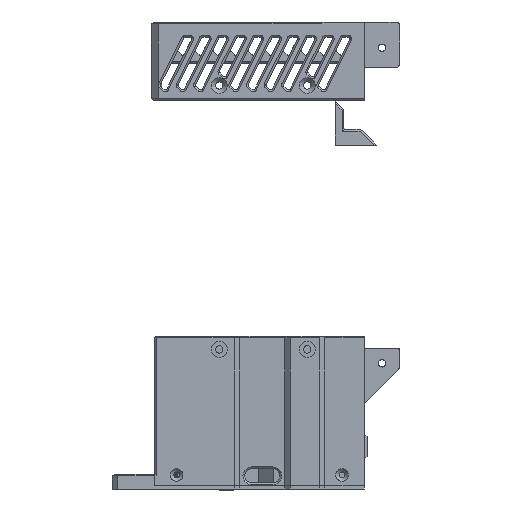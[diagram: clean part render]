
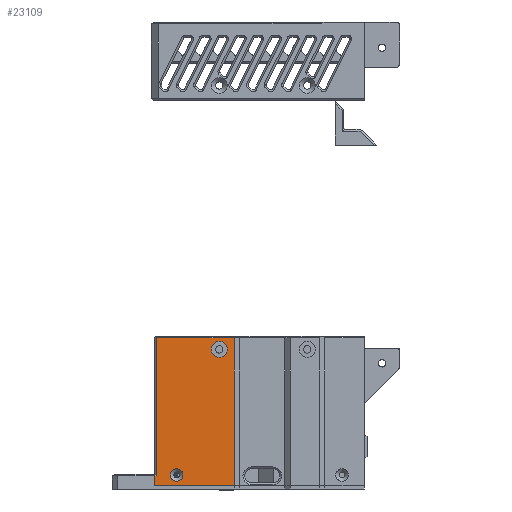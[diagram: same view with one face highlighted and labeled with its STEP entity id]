
A CAD part, left-side view. The second image highlights one B-rep face of the part: STEP entity #23109.
In plain terms, the highlighted face is planar.
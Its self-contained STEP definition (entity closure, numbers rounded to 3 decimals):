
#1891=LINE('',#34890,#4374);
#1922=LINE('',#34982,#4405);
#2675=LINE('',#38799,#5158);
#2712=LINE('',#38887,#5195);
#2713=LINE('',#38889,#5196);
#2714=LINE('',#38890,#5197);
#4374=VECTOR('',#27375,10.);
#4405=VECTOR('',#27466,10.);
#5158=VECTOR('',#28725,10.);
#5195=VECTOR('',#28828,1000.);
#5196=VECTOR('',#28831,10.);
#5197=VECTOR('',#28832,10.);
#6067=FACE_BOUND('',#8395,.T.);
#6068=FACE_BOUND('',#8396,.T.);
#7002=FACE_OUTER_BOUND('',#8394,.T.);
#8394=EDGE_LOOP('',(#19462,#19463,#19464,#19465,#19466,#19467));
#8395=EDGE_LOOP('',(#19468));
#8396=EDGE_LOOP('',(#19469));
#9094=CIRCLE('',#24249,3.5);
#9128=CIRCLE('',#24542,4.6);
#10067=VERTEX_POINT('',#34854);
#10078=VERTEX_POINT('',#34885);
#10080=VERTEX_POINT('',#34888);
#10110=VERTEX_POINT('',#34979);
#10111=VERTEX_POINT('',#34981);
#10759=VERTEX_POINT('',#38785);
#10761=VERTEX_POINT('',#38793);
#10762=VERTEX_POINT('',#38797);
#12669=EDGE_CURVE('',#10067,#10067,#9094,.T.);
#12686=EDGE_CURVE('',#10080,#10078,#1891,.T.);
#12732=EDGE_CURVE('',#10111,#10110,#1922,.T.);
#13711=EDGE_CURVE('',#10761,#10761,#9128,.T.);
#13714=EDGE_CURVE('',#10762,#10759,#2675,.T.);
#13757=EDGE_CURVE('',#10110,#10759,#2712,.F.);
#13758=EDGE_CURVE('',#10762,#10078,#2713,.T.);
#13759=EDGE_CURVE('',#10080,#10111,#2714,.T.);
#19462=ORIENTED_EDGE('',*,*,#13757,.T.);
#19463=ORIENTED_EDGE('',*,*,#13714,.F.);
#19464=ORIENTED_EDGE('',*,*,#13758,.T.);
#19465=ORIENTED_EDGE('',*,*,#12686,.F.);
#19466=ORIENTED_EDGE('',*,*,#13759,.T.);
#19467=ORIENTED_EDGE('',*,*,#12732,.T.);
#19468=ORIENTED_EDGE('',*,*,#12669,.F.);
#19469=ORIENTED_EDGE('',*,*,#13711,.F.);
#21934=PLANE('',#24577);
#23109=ADVANCED_FACE('',(#7002,#6067,#6068),#21934,.T.);
#24249=AXIS2_PLACEMENT_3D('',#34855,#27341,#27342);
#24542=AXIS2_PLACEMENT_3D('',#38794,#28719,#28720);
#24577=AXIS2_PLACEMENT_3D('',#38888,#28829,#28830);
#27341=DIRECTION('center_axis',(0.,1.,0.));
#27342=DIRECTION('ref_axis',(-1.,0.,0.));
#27375=DIRECTION('',(-1.,0.,0.));
#27466=DIRECTION('',(-1.,0.,0.));
#28719=DIRECTION('center_axis',(0.,1.,0.));
#28720=DIRECTION('ref_axis',(-1.,0.,0.));
#28725=DIRECTION('',(-1.,0.,0.));
#28828=DIRECTION('',(0.,0.,-1.));
#28829=DIRECTION('center_axis',(0.,1.,0.));
#28830=DIRECTION('ref_axis',(-1.,0.,0.));
#28831=DIRECTION('',(0.,0.,-1.));
#28832=DIRECTION('',(0.,0.,-1.));
#34854=CARTESIAN_POINT('',(110.219,6.,-59.001));
#34855=CARTESIAN_POINT('Origin',(106.719,6.,-59.001));
#34885=CARTESIAN_POINT('',(118.3,6.,-59.515));
#34888=CARTESIAN_POINT('',(119.3,6.,-59.515));
#34890=CARTESIAN_POINT('',(83.97,6.,-59.515));
#34979=CARTESIAN_POINT('',(73.999,6.,-65.));
#34981=CARTESIAN_POINT('',(119.3,6.,-65.));
#34982=CARTESIAN_POINT('',(79.223,6.,-65.));
#38785=CARTESIAN_POINT('',(73.999,6.,19.));
#38793=CARTESIAN_POINT('',(87.1,6.,12.43));
#38794=CARTESIAN_POINT('Origin',(82.5,6.,12.43));
#38797=CARTESIAN_POINT('',(118.3,6.,19.));
#38799=CARTESIAN_POINT('',(98.324,6.,19.));
#38887=CARTESIAN_POINT('',(73.999,6.,-22.5));
#38888=CARTESIAN_POINT('Origin',(118.3,6.,0.));
#38889=CARTESIAN_POINT('',(118.3,6.,0.));
#38890=CARTESIAN_POINT('',(119.3,6.,-11.25));
